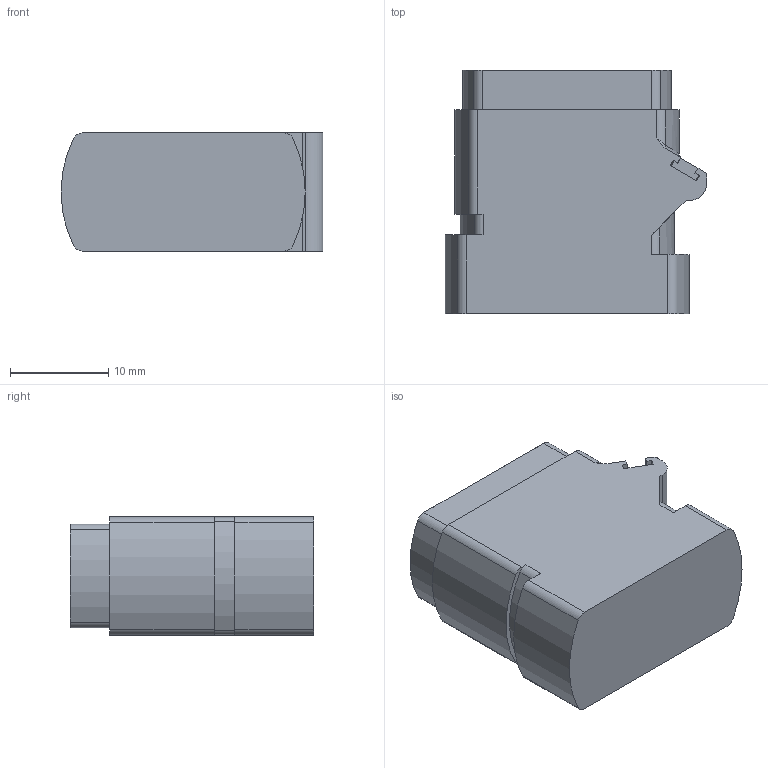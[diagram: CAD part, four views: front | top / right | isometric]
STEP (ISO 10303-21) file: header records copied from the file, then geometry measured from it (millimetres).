
FILE_DESCRIPTION((''),'2;1');
FILE_NAME('00111530402','2020-02-10T',('presta_be4'),(''),'CREO PARAMETRIC BY PTC INC, 2018360','CREO PARAMETRIC BY PTC INC, 2018360','');
FILE_SCHEMA(('CONFIG_CONTROL_DESIGN'));
Products named in the file (1): 00111530402
Bounding box: 26.6 x 24.71 x 12 mm (x, y, z)
Volume: 4957.5 mm3; surface area: 7234.3 mm2
Topology: 1 solids, 1 shells, 1560 faces, 4075 edges, 2558 vertices
Faces by surface type: plane 729, cylinder 346, torus 240, cone 160, bspline 85
Entity records: 57033 total; most frequent: CARTESIAN_POINT 18553, DIRECTION 8148, ORIENTED_EDGE 8118, EDGE_CURVE 4059, AXIS2_PLACEMENT_3D 3077, VERTEX_POINT 2558, VECTOR 1994, LINE 1994
